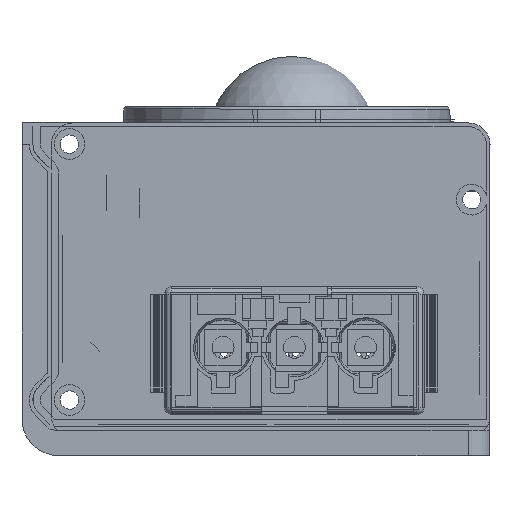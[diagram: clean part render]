
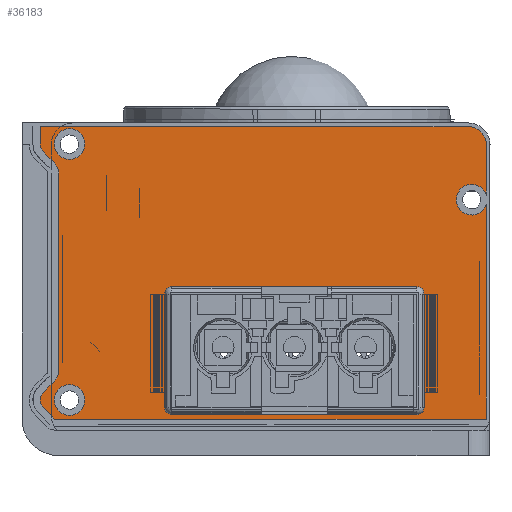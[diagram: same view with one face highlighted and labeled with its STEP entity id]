
A CAD part, front view. The second image highlights one B-rep face of the part: STEP entity #36183.
In plain terms, the highlighted planar face has unit normal (0, -1, 0).
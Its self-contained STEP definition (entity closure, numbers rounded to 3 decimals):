
#952=FACE_BOUND('',#5324,.T.);
#953=FACE_BOUND('',#5325,.T.);
#954=FACE_BOUND('',#5326,.T.);
#2169=PLANE('',#38442);
#3653=FACE_OUTER_BOUND('',#5323,.T.);
#5323=EDGE_LOOP('',(#33377,#33378,#33379,#33380,#33381,#33382,#33383,#33384,
#33385,#33386,#33387,#33388,#33389,#33390,#33391));
#5324=EDGE_LOOP('',(#33392,#33393,#33394,#33395));
#5325=EDGE_LOOP('',(#33396));
#5326=EDGE_LOOP('',(#33397));
#6170=CIRCLE('',#38443,1.5);
#6171=CIRCLE('',#38444,2.);
#6172=CIRCLE('',#38445,2.);
#6173=CIRCLE('',#38446,1.5);
#6174=CIRCLE('',#38447,2.1);
#6175=CIRCLE('',#38448,2.5);
#6176=CIRCLE('',#38449,2.1);
#6177=CIRCLE('',#38450,2.1);
#9948=LINE('',#61025,#14435);
#9949=LINE('',#61027,#14436);
#9950=LINE('',#61031,#14437);
#9951=LINE('',#61035,#14438);
#9952=LINE('',#61039,#14439);
#9953=LINE('',#61043,#14440);
#9954=LINE('',#61045,#14441);
#9955=LINE('',#61047,#14442);
#9956=LINE('',#61051,#14443);
#9957=LINE('',#61055,#14444);
#9958=LINE('',#61057,#14445);
#9959=LINE('',#61059,#14446);
#9960=LINE('',#61060,#14447);
#14435=VECTOR('',#46533,58.5);
#14436=VECTOR('',#46534,2.382);
#14437=VECTOR('',#46537,2.086);
#14438=VECTOR('',#46540,27.101);
#14439=VECTOR('',#46543,2.086);
#14440=VECTOR('',#46546,2.166);
#14441=VECTOR('',#46547,59.075);
#14442=VECTOR('',#46548,29.36);
#14443=VECTOR('',#46551,6.86);
#14444=VECTOR('',#46554,16.);
#14445=VECTOR('',#46555,33.);
#14446=VECTOR('',#46556,16.);
#14447=VECTOR('',#46557,33.);
#18433=VERTEX_POINT('',#61023);
#18434=VERTEX_POINT('',#61024);
#18435=VERTEX_POINT('',#61026);
#18436=VERTEX_POINT('',#61028);
#18437=VERTEX_POINT('',#61030);
#18438=VERTEX_POINT('',#61032);
#18439=VERTEX_POINT('',#61034);
#18440=VERTEX_POINT('',#61036);
#18441=VERTEX_POINT('',#61038);
#18442=VERTEX_POINT('',#61040);
#18443=VERTEX_POINT('',#61042);
#18444=VERTEX_POINT('',#61044);
#18445=VERTEX_POINT('',#61046);
#18446=VERTEX_POINT('',#61048);
#18447=VERTEX_POINT('',#61050);
#18448=VERTEX_POINT('',#61053);
#18449=VERTEX_POINT('',#61054);
#18450=VERTEX_POINT('',#61056);
#18451=VERTEX_POINT('',#61058);
#18452=VERTEX_POINT('',#61061);
#18453=VERTEX_POINT('',#61063);
#24061=EDGE_CURVE('',#18433,#18434,#9948,.T.);
#24062=EDGE_CURVE('',#18435,#18433,#9949,.T.);
#24063=EDGE_CURVE('',#18436,#18435,#6170,.T.);
#24064=EDGE_CURVE('',#18437,#18436,#9950,.T.);
#24065=EDGE_CURVE('',#18438,#18437,#6171,.T.);
#24066=EDGE_CURVE('',#18439,#18438,#9951,.T.);
#24067=EDGE_CURVE('',#18440,#18439,#6172,.T.);
#24068=EDGE_CURVE('',#18441,#18440,#9952,.T.);
#24069=EDGE_CURVE('',#18442,#18441,#6173,.T.);
#24070=EDGE_CURVE('',#18443,#18442,#9953,.T.);
#24071=EDGE_CURVE('',#18444,#18443,#9954,.T.);
#24072=EDGE_CURVE('',#18445,#18444,#9955,.T.);
#24073=EDGE_CURVE('',#18445,#18446,#6174,.T.);
#24074=EDGE_CURVE('',#18447,#18446,#9956,.T.);
#24075=EDGE_CURVE('',#18434,#18447,#6175,.T.);
#24076=EDGE_CURVE('',#18448,#18449,#9957,.T.);
#24077=EDGE_CURVE('',#18449,#18450,#9958,.T.);
#24078=EDGE_CURVE('',#18450,#18451,#9959,.T.);
#24079=EDGE_CURVE('',#18451,#18448,#9960,.T.);
#24080=EDGE_CURVE('',#18452,#18452,#6176,.T.);
#24081=EDGE_CURVE('',#18453,#18453,#6177,.T.);
#33377=ORIENTED_EDGE('',*,*,#24061,.F.);
#33378=ORIENTED_EDGE('',*,*,#24062,.F.);
#33379=ORIENTED_EDGE('',*,*,#24063,.F.);
#33380=ORIENTED_EDGE('',*,*,#24064,.F.);
#33381=ORIENTED_EDGE('',*,*,#24065,.F.);
#33382=ORIENTED_EDGE('',*,*,#24066,.F.);
#33383=ORIENTED_EDGE('',*,*,#24067,.F.);
#33384=ORIENTED_EDGE('',*,*,#24068,.F.);
#33385=ORIENTED_EDGE('',*,*,#24069,.F.);
#33386=ORIENTED_EDGE('',*,*,#24070,.F.);
#33387=ORIENTED_EDGE('',*,*,#24071,.F.);
#33388=ORIENTED_EDGE('',*,*,#24072,.F.);
#33389=ORIENTED_EDGE('',*,*,#24073,.T.);
#33390=ORIENTED_EDGE('',*,*,#24074,.F.);
#33391=ORIENTED_EDGE('',*,*,#24075,.F.);
#33392=ORIENTED_EDGE('',*,*,#24076,.T.);
#33393=ORIENTED_EDGE('',*,*,#24077,.T.);
#33394=ORIENTED_EDGE('',*,*,#24078,.T.);
#33395=ORIENTED_EDGE('',*,*,#24079,.T.);
#33396=ORIENTED_EDGE('',*,*,#24080,.T.);
#33397=ORIENTED_EDGE('',*,*,#24081,.T.);
#36183=ADVANCED_FACE('',(#3653,#952,#953,#954),#2169,.T.);
#38442=AXIS2_PLACEMENT_3D('',#61022,#46531,#46532);
#38443=AXIS2_PLACEMENT_3D('',#61029,#46535,#46536);
#38444=AXIS2_PLACEMENT_3D('',#61033,#46538,#46539);
#38445=AXIS2_PLACEMENT_3D('',#61037,#46541,#46542);
#38446=AXIS2_PLACEMENT_3D('',#61041,#46544,#46545);
#38447=AXIS2_PLACEMENT_3D('',#61049,#46549,#46550);
#38448=AXIS2_PLACEMENT_3D('',#61052,#46552,#46553);
#38449=AXIS2_PLACEMENT_3D('',#61062,#46558,#46559);
#38450=AXIS2_PLACEMENT_3D('',#61064,#46560,#46561);
#46531=DIRECTION('center_axis',(0.,-1.,0.));
#46532=DIRECTION('ref_axis',(0.,0.,1.));
#46533=DIRECTION('',(1.,0.,0.));
#46534=DIRECTION('',(0.,0.,1.));
#46535=DIRECTION('center_axis',(0.,1.,0.));
#46536=DIRECTION('ref_axis',(-0.926,0.,-0.379));
#46537=DIRECTION('',(-0.707,0.,0.707));
#46538=DIRECTION('center_axis',(0.,-1.,0.));
#46539=DIRECTION('ref_axis',(0.924,0.,0.383));
#46540=DIRECTION('',(0.,0.,1.));
#46541=DIRECTION('center_axis',(0.,-1.,0.));
#46542=DIRECTION('ref_axis',(0.924,0.,-0.383));
#46543=DIRECTION('',(0.707,0.,0.707));
#46544=DIRECTION('center_axis',(0.,1.,0.));
#46545=DIRECTION('ref_axis',(-1.,0.,0.009));
#46546=DIRECTION('',(-0.694,0.,0.72));
#46547=DIRECTION('',(-1.,0.,0.));
#46548=DIRECTION('',(0.,0.,-1.));
#46549=DIRECTION('center_axis',(0.,1.,0.));
#46550=DIRECTION('ref_axis',(-1.,0.,0.));
#46551=DIRECTION('',(0.,0.,-1.));
#46552=DIRECTION('center_axis',(0.,1.,0.));
#46553=DIRECTION('ref_axis',(0.707,0.,0.707));
#46554=DIRECTION('',(0.,0.,1.));
#46555=DIRECTION('',(1.,0.,0.));
#46556=DIRECTION('',(0.,0.,-1.));
#46557=DIRECTION('',(-1.,0.,0.));
#46558=DIRECTION('center_axis',(0.,1.,0.));
#46559=DIRECTION('ref_axis',(-1.,0.,0.));
#46560=DIRECTION('center_axis',(0.,1.,0.));
#46561=DIRECTION('ref_axis',(-1.,0.,0.));
#61022=CARTESIAN_POINT('Origin',(-2.,-52.,18.95));
#61023=CARTESIAN_POINT('',(-31.5,-52.,41.2));
#61024=CARTESIAN_POINT('',(27.,-52.,41.2));
#61025=CARTESIAN_POINT('',(14.,-52.,41.2));
#61026=CARTESIAN_POINT('',(-31.5,-52.,38.818));
#61027=CARTESIAN_POINT('',(-31.5,-52.,30.325));
#61028=CARTESIAN_POINT('',(-31.061,-52.,37.739));
#61029=CARTESIAN_POINT('Origin',(-30.,-52.,38.8));
#61030=CARTESIAN_POINT('',(-29.586,-52.,36.264));
#61031=CARTESIAN_POINT('',(-19.098,-52.,25.777));
#61032=CARTESIAN_POINT('',(-29.,-52.,34.85));
#61033=CARTESIAN_POINT('Origin',(-31.,-52.,34.85));
#61034=CARTESIAN_POINT('',(-29.,-52.,7.75));
#61035=CARTESIAN_POINT('',(-29.,-52.,7.575));
#61036=CARTESIAN_POINT('',(-29.586,-52.,6.336));
#61037=CARTESIAN_POINT('Origin',(-31.,-52.,7.75));
#61038=CARTESIAN_POINT('',(-31.061,-52.,4.861));
#61039=CARTESIAN_POINT('',(-19.389,-52.,16.532));
#61040=CARTESIAN_POINT('',(-31.079,-52.,2.758));
#61041=CARTESIAN_POINT('Origin',(-30.,-52.,3.8));
#61042=CARTESIAN_POINT('',(-29.575,-52.,1.2));
#61043=CARTESIAN_POINT('',(-28.113,-52.,-0.315));
#61044=CARTESIAN_POINT('',(29.5,-52.,1.2));
#61045=CARTESIAN_POINT('',(14.,-52.,1.2));
#61046=CARTESIAN_POINT('',(29.5,-52.,30.56));
#61047=CARTESIAN_POINT('',(29.5,-52.,7.575));
#61048=CARTESIAN_POINT('',(29.5,-52.,31.84));
#61049=CARTESIAN_POINT('Origin',(27.5,-52.,31.2));
#61050=CARTESIAN_POINT('',(29.5,-52.,38.7));
#61051=CARTESIAN_POINT('',(29.5,-52.,7.575));
#61052=CARTESIAN_POINT('Origin',(27.,-52.,38.7));
#61053=CARTESIAN_POINT('',(-13.5,-52.,2.2));
#61054=CARTESIAN_POINT('',(-13.5,-52.,18.2));
#61055=CARTESIAN_POINT('',(-13.5,-52.,10.575));
#61056=CARTESIAN_POINT('',(19.5,-52.,18.2));
#61057=CARTESIAN_POINT('',(-7.75,-52.,18.2));
#61058=CARTESIAN_POINT('',(19.5,-52.,2.2));
#61059=CARTESIAN_POINT('',(19.5,-52.,18.575));
#61060=CARTESIAN_POINT('',(8.75,-52.,2.2));
#61061=CARTESIAN_POINT('',(-29.6,-52.,38.8));
#61062=CARTESIAN_POINT('Origin',(-27.5,-52.,38.8));
#61063=CARTESIAN_POINT('',(-29.6,-52.,3.8));
#61064=CARTESIAN_POINT('Origin',(-27.5,-52.,3.8));
